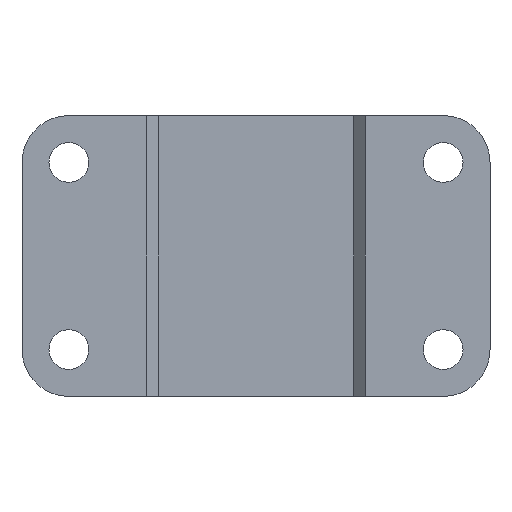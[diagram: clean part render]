
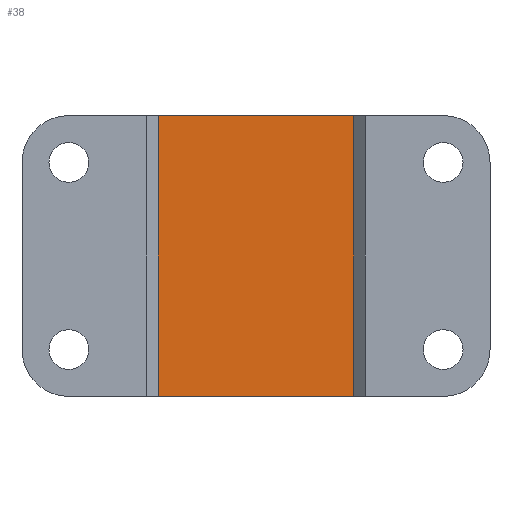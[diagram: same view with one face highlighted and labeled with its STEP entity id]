
A CAD part, front view. The second image highlights one B-rep face of the part: STEP entity #38.
In plain terms, the highlighted planar face has unit normal (0, -1, 0).
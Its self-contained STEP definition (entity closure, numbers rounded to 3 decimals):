
#10 = EDGE_CURVE ( 'NONE', #160, #166, #223, .T. ) ;
#14 = LINE ( 'NONE', #572, #263 ) ;
#38 = ADVANCED_FACE ( 'NONE', ( #579 ), #177, .F. ) ;
#44 = VECTOR ( 'NONE', #786, 1000. ) ;
#91 = CARTESIAN_POINT ( 'NONE',  ( -25., -3.5, 72. ) ) ;
#98 = DIRECTION ( 'NONE',  ( 0., 1., 0. ) ) ;
#105 = CARTESIAN_POINT ( 'NONE',  ( -25., -3.5, 72. ) ) ;
#133 = EDGE_CURVE ( 'NONE', #185, #154, #779, .T. ) ;
#154 = VERTEX_POINT ( 'NONE', #707 ) ;
#160 = VERTEX_POINT ( 'NONE', #105 ) ;
#166 = VERTEX_POINT ( 'NONE', #615 ) ;
#177 = PLANE ( 'NONE',  #644 ) ;
#185 = VERTEX_POINT ( 'NONE', #549 ) ;
#223 = LINE ( 'NONE', #91, #781 ) ;
#263 = VECTOR ( 'NONE', #290, 1000. ) ;
#264 = CARTESIAN_POINT ( 'NONE',  ( 0., -3.5, 0. ) ) ;
#290 = DIRECTION ( 'NONE',  ( 1., 0., 0. ) ) ;
#305 = ORIENTED_EDGE ( 'NONE', *, *, #133, .F. ) ;
#343 = DIRECTION ( 'NONE',  ( 1., 0., 0. ) ) ;
#392 = CARTESIAN_POINT ( 'NONE',  ( 25., -3.5, 72. ) ) ;
#413 = EDGE_CURVE ( 'NONE', #160, #185, #14, .T. ) ;
#496 = DIRECTION ( 'NONE',  ( 0., 0., -1. ) ) ;
#508 = ORIENTED_EDGE ( 'NONE', *, *, #413, .F. ) ;
#527 = CARTESIAN_POINT ( 'NONE',  ( 0., -3.5, 72. ) ) ;
#549 = CARTESIAN_POINT ( 'NONE',  ( 25., -3.5, 72. ) ) ;
#572 = CARTESIAN_POINT ( 'NONE',  ( 0., -3.5, 72. ) ) ;
#579 = FACE_OUTER_BOUND ( 'NONE', #776, .T. ) ;
#587 = DIRECTION ( 'NONE',  ( -1., 0., 0. ) ) ;
#615 = CARTESIAN_POINT ( 'NONE',  ( -25., -3.5, 0. ) ) ;
#644 = AXIS2_PLACEMENT_3D ( 'NONE', #527, #98, #587 ) ;
#659 = VECTOR ( 'NONE', #343, 1000. ) ;
#670 = ORIENTED_EDGE ( 'NONE', *, *, #718, .T. ) ;
#690 = LINE ( 'NONE', #264, #659 ) ;
#707 = CARTESIAN_POINT ( 'NONE',  ( 25., -3.5, 0. ) ) ;
#718 = EDGE_CURVE ( 'NONE', #166, #154, #690, .T. ) ;
#776 = EDGE_LOOP ( 'NONE', ( #670, #305, #508, #780 ) ) ;
#779 = LINE ( 'NONE', #392, #44 ) ;
#780 = ORIENTED_EDGE ( 'NONE', *, *, #10, .T. ) ;
#781 = VECTOR ( 'NONE', #496, 1000. ) ;
#786 = DIRECTION ( 'NONE',  ( 0., 0., -1. ) ) ;
